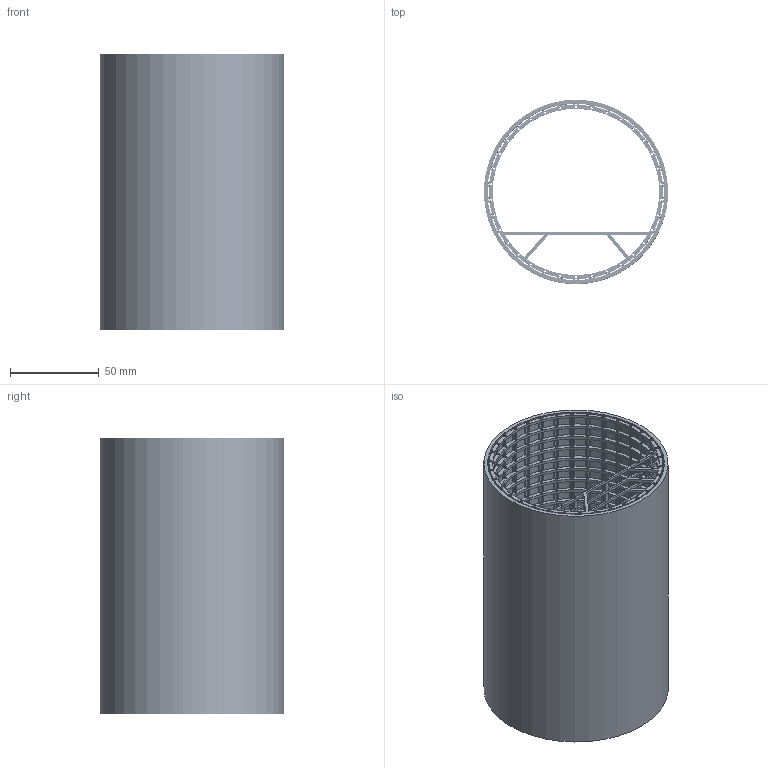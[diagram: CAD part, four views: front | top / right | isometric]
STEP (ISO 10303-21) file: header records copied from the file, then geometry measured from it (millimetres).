
FILE_DESCRIPTION(('FreeCAD Model'),'2;1');
FILE_NAME('Open CASCADE Shape Model','2025-04-27T02:10:04',('FreeCAD'),( 'FreeCAD'),'Open CASCADE STEP processor 7.6','FreeCAD','Unknown');
FILE_SCHEMA(('AUTOMOTIVE_DESIGN { 1 0 10303 214 1 1 1 1 }'));
Products named in the file (1): Open CASCADE STEP translator 7.6 1
Bounding box: 104.01 x 103.97 x 156.01 mm (x, y, z)
Volume: 136842.8 mm3; surface area: 217386.5 mm2
Topology: 32 solids, 32 shells, 3660 faces, 11652 edges, 7768 vertices
Faces by surface type: bspline 3660
Entity records: 133216 total; most frequent: CARTESIAN_POINT 67793, ORIENTED_EDGE 23304, EDGE_CURVE 11652, VERTEX_POINT 7768, B_SPLINE_CURVE_WITH_KNOTS 6444, FACE_BOUND 5558, EDGE_LOOP 5558, ADVANCED_FACE 3660
